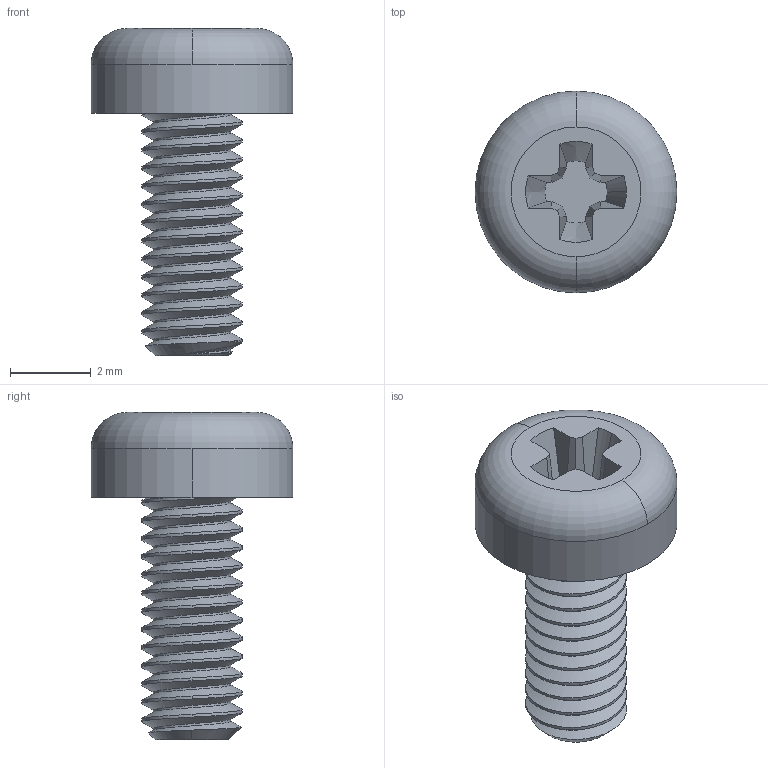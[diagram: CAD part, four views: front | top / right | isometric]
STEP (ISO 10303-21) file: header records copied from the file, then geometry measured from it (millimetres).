
FILE_DESCRIPTION (( 'STEP AP203' ), '1' );
FILE_NAME ('92492A657_Nylon Pan Head Phillips Screws.STEP', '2021-09-09T22:40:50', ( 'Administrator' ), ( 'Managed by Terraform' ), 'SwSTEP 2.0', 'SolidWorks 2017', '' );
FILE_SCHEMA (( 'CONFIG_CONTROL_DESIGN' ));
Length unit declared in the file: millimetre
Products named in the file (1): 92492A657_Nylon Pan Head Phillips Screws
Bounding box: 5 x 5 x 8.1 mm (x, y, z)
Volume: 58.1 mm3; surface area: 148.8 mm2
Topology: 1 solids, 1 shells, 62 faces, 173 edges, 115 vertices
Faces by surface type: cylinder 29, plane 20, cone 8, bspline 3, torus 2
Entity records: 3988 total; most frequent: CARTESIAN_POINT 2495, ORIENTED_EDGE 346, DIRECTION 248, EDGE_CURVE 173, VERTEX_POINT 115, AXIS2_PLACEMENT_3D 86, LINE 76, VECTOR 76
